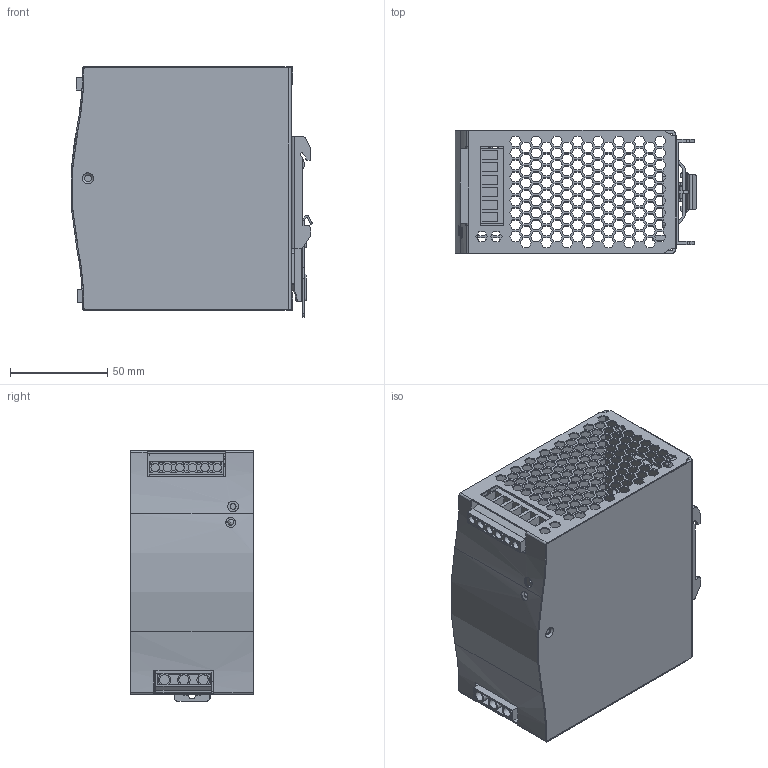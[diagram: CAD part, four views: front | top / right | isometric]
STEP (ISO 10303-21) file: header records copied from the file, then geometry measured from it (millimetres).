
FILE_DESCRIPTION(/* description */ (''),/* implementation_level */ '2;1');
FILE_NAME(/* name */ 'MSR240-3D.stp',/* time_stamp */ '2023-07-21T14:58:00+08:00',/* author */ (''),/* organization */ (''),/* preprocessor_version */ 'ST-DEVELOPER v19.3',/* originating_system */ 'SIEMENS PLM Software NX2212.3001',/* authorisation */ '');
FILE_SCHEMA (('AP203_CONFIGURATION_CONTROLLED_3D_DESIGN_OF_MECHANICAL_PARTS_AND_ASSEMBLIES_MIM_LF { 1 0 10303 403 2 1 2}'));
Products named in the file (16): LED; VR; P380127; P1; ˋ°Ûy; ¤ïÊl2; 零件78; ¨ÃHS; ¤ïÊl; p2; p3; PCB2; 掛座DRP14; a2; a1; MSR240-3D_stp
Assembly tree (15 placements, depth 4):
  MSR240-3D_stp
    PCB2
    a1
      p3
      p2
      ¤ïÊl
      ¨ÃHS
      零件78
      a2
        VR
        LED
      ¤ïÊl2
      ˋ°Ûy
    掛座DRP14
      P1
      P380127
Bounding box: 123.92 x 63 x 128.71 mm (x, y, z)
Volume: 103363.8 mm3; surface area: 143919.3 mm2
Topology: 11 solids, 11 shells, 2458 faces, 7128 edges, 4733 vertices
Faces by surface type: plane 2128, cylinder 260, cone 59, torus 10, bspline 1
Full cylindrical faces by diameter (mm): 2.6 x11, 2.65 x1, 3 x2, 3.1 x4, 3.4 x19, 3.5 x5, 3.6 x1, 3.61 x1, 4 x8, 4.3 x6, 4.72 x4, 5 x1, 5.1 x3, 5.5 x1
Entity records: 83556 total; most frequent: CARTESIAN_POINT 15800, ORIENTED_EDGE 13990, DIRECTION 12534, EDGE_CURVE 6995, LINE 6358, VECTOR 6358, VERTEX_POINT 4720, EDGE_LOOP 3309
